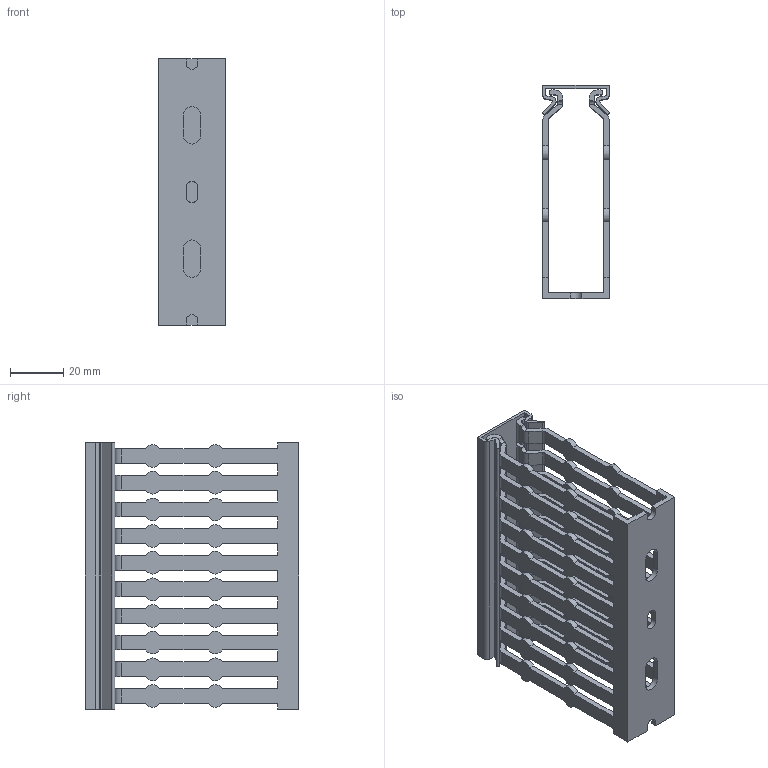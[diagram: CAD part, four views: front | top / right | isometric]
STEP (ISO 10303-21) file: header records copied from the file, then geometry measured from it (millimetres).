
FILE_DESCRIPTION(/* description */ ('F2000-25x80'),/* implementation_level */ '2;1');
FILE_NAME(/* name */ '17850.6_VK_HF_25X80_LG.stp',/* time_stamp */ '2017-11-13T16:23:26+01:00',/* author */ ('freichenberger'),/* organization */ ('Conta-Clip Verbindungstechnik GmbH'),/* preprocessor_version */ 'ST-DEVELOPER v17',/* originating_system */ 'Autodesk Inventor 2018',/* authorisation */ '');
FILE_SCHEMA (('AUTOMOTIVE_DESIGN { 1 0 10303 214 3 1 1 }'));
Length unit declared in the file: millimetre
Products named in the file (3): 7329-1; 7329-1 / 7379-1; Deckel 25
Assembly tree (2 placements, depth 2):
  7329-1
    7329-1 / 7379-1
    Deckel 25
Bounding box: 25 x 80 x 100 mm (x, y, z)
Volume: 31910.2 mm3; surface area: 42878.4 mm2
Topology: 2 solids, 2 shells, 622 faces, 1854 edges, 1236 vertices
Faces by surface type: plane 340, cylinder 282
Entity records: 21437 total; most frequent: CARTESIAN_POINT 4197, ORIENTED_EDGE 3708, DIRECTION 3592, EDGE_CURVE 1854, VERTEX_POINT 1236, LINE 1210, VECTOR 1210, AXIS2_PLACEMENT_3D 1191
